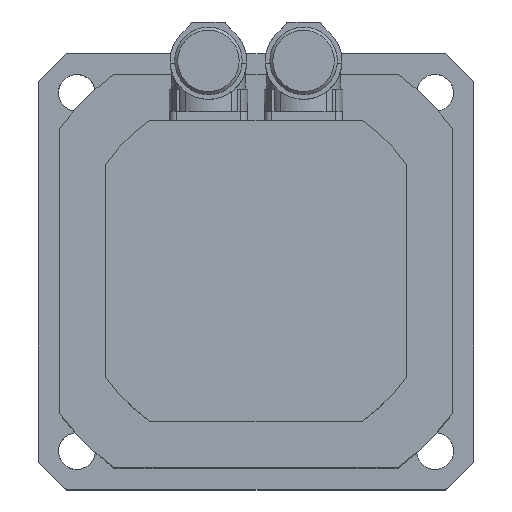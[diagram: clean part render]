
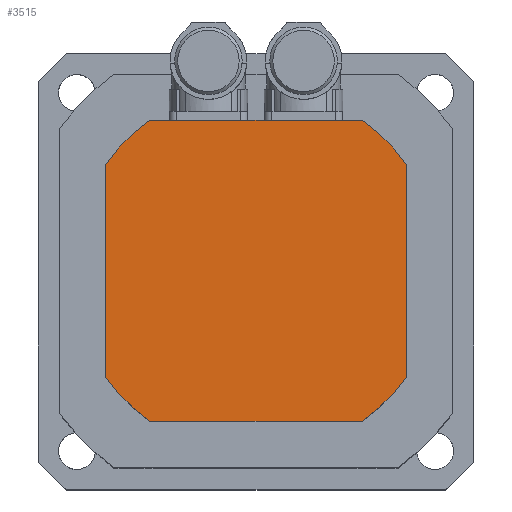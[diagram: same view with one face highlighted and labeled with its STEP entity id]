
A CAD part, top view. The second image highlights one B-rep face of the part: STEP entity #3515.
In plain terms, the highlighted planar face has unit normal (0, 0, 1).
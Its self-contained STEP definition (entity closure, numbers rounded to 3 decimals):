
#648=PLANE('',#3743);
#734=CIRCLE('',#3736,60.);
#735=CIRCLE('',#3738,60.);
#736=CIRCLE('',#3740,60.);
#737=CIRCLE('',#3742,60.);
#913=VECTOR('',#4213,1.);
#973=VECTOR('',#4306,1.);
#979=VECTOR('',#4313,1.);
#984=VECTOR('',#4328,1.);
#1160=LINE('',#5657,#913);
#1220=LINE('',#5788,#973);
#1226=LINE('',#5799,#979);
#1231=LINE('',#5815,#984);
#1424=VERTEX_POINT('',#5655);
#1426=VERTEX_POINT('',#5658);
#1469=VERTEX_POINT('',#5787);
#1470=VERTEX_POINT('',#5789);
#1473=VERTEX_POINT('',#5798);
#1474=VERTEX_POINT('',#5800);
#1478=VERTEX_POINT('',#5814);
#1479=VERTEX_POINT('',#5816);
#1810=EDGE_CURVE('',#1426,#1424,#1160,.T.);
#1874=EDGE_CURVE('',#1470,#1469,#1220,.T.);
#1880=EDGE_CURVE('',#1474,#1473,#1226,.T.);
#1889=EDGE_CURVE('',#1479,#1478,#1231,.T.);
#1891=EDGE_CURVE('',#1474,#1478,#734,.T.);
#1892=EDGE_CURVE('',#1426,#1473,#735,.T.);
#1893=EDGE_CURVE('',#1470,#1424,#736,.T.);
#1894=EDGE_CURVE('',#1479,#1469,#737,.T.);
#2579=ORIENTED_EDGE('',*,*,#1874,.T.);
#2580=ORIENTED_EDGE('',*,*,#1894,.F.);
#2581=ORIENTED_EDGE('',*,*,#1889,.T.);
#2582=ORIENTED_EDGE('',*,*,#1891,.F.);
#2583=ORIENTED_EDGE('',*,*,#1880,.T.);
#2584=ORIENTED_EDGE('',*,*,#1892,.F.);
#2585=ORIENTED_EDGE('',*,*,#1810,.T.);
#2586=ORIENTED_EDGE('',*,*,#1893,.F.);
#3092=EDGE_LOOP('',(#2579,#2580,#2581,#2582,#2583,#2584,#2585,#2586));
#3318=FACE_BOUND('',#3092,.T.);
#3515=ADVANCED_FACE('',(#3318),#648,.F.);
#3736=AXIS2_PLACEMENT_3D('',#5819,#4332,#4333);
#3738=AXIS2_PLACEMENT_3D('',#5821,#4336,#4337);
#3740=AXIS2_PLACEMENT_3D('',#5823,#4340,#4341);
#3742=AXIS2_PLACEMENT_3D('',#5825,#4344,#4345);
#3743=AXIS2_PLACEMENT_3D('',#5826,#4346,$);
#4213=DIRECTION('',(-1.,0.,0.));
#4306=DIRECTION('',(0.,-1.,0.));
#4313=DIRECTION('',(0.,1.,0.));
#4328=DIRECTION('',(1.,0.,0.));
#4332=DIRECTION('',(0.,0.,-1.));
#4333=DIRECTION('',(-60.,0.,0.));
#4336=DIRECTION('',(0.,0.,-1.));
#4337=DIRECTION('',(-60.,0.,0.));
#4340=DIRECTION('',(0.,0.,-1.));
#4341=DIRECTION('',(-60.,0.,0.));
#4344=DIRECTION('',(0.,0.,-1.));
#4345=DIRECTION('',(-60.,0.,0.));
#4346=DIRECTION('',(0.,0.,-1.));
#5655=CARTESIAN_POINT('',(-34.627,49.,31.5));
#5657=CARTESIAN_POINT('',(34.627,49.,31.5));
#5658=CARTESIAN_POINT('',(34.627,49.,31.5));
#5787=CARTESIAN_POINT('',(-49.,-34.627,31.5));
#5788=CARTESIAN_POINT('',(-49.,34.627,31.5));
#5789=CARTESIAN_POINT('',(-49.,34.627,31.5));
#5798=CARTESIAN_POINT('',(49.,34.627,31.5));
#5799=CARTESIAN_POINT('',(49.,-34.627,31.5));
#5800=CARTESIAN_POINT('',(49.,-34.627,31.5));
#5814=CARTESIAN_POINT('',(34.627,-49.,31.5));
#5815=CARTESIAN_POINT('',(-34.627,-49.,31.5));
#5816=CARTESIAN_POINT('',(-34.627,-49.,31.5));
#5819=CARTESIAN_POINT('',(0.,0.,31.5));
#5821=CARTESIAN_POINT('',(0.,0.,31.5));
#5823=CARTESIAN_POINT('',(0.,0.,31.5));
#5825=CARTESIAN_POINT('',(0.,0.,31.5));
#5826=CARTESIAN_POINT('',(0.,0.,31.5));
